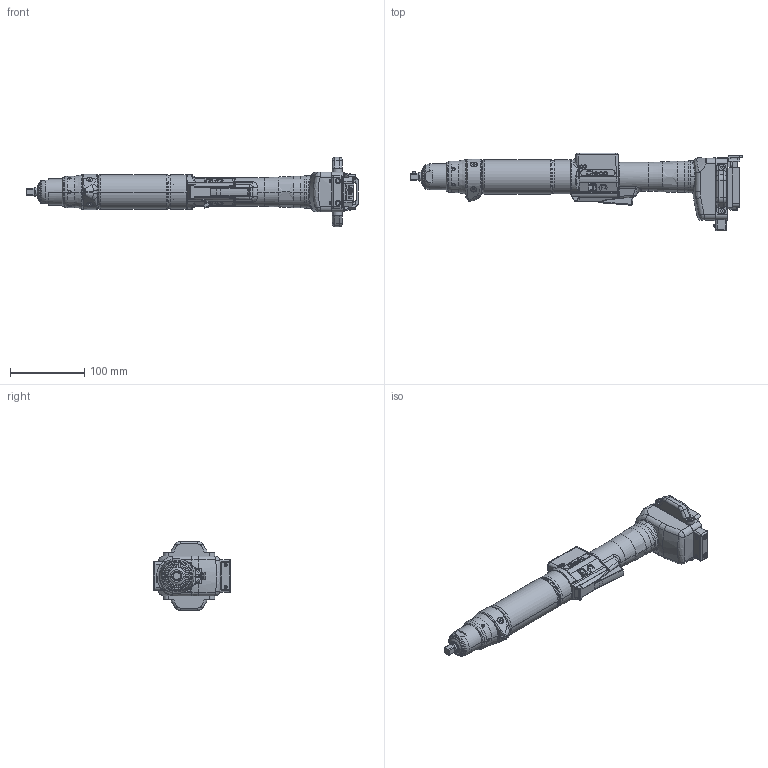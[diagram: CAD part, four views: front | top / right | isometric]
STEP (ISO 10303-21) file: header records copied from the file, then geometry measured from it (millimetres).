
FILE_DESCRIPTION((''),'2;1');
FILE_NAME('47BSYB15D3','2017-01-30T',('k62ak'),(''),'CREO PARAMETRIC BY PTC INC, 2016050','CREO PARAMETRIC BY PTC INC, 2016050','');
FILE_SCHEMA(('CONFIG_CONTROL_DESIGN'));
Products named in the file (1): 47BSYB15D3
Bounding box: 448.33 x 104.95 x 93.5 mm (x, y, z)
Volume: 267096.9 mm3; surface area: 217656.2 mm2
Topology: 11 solids, 11 shells, 7631 faces, 21098 edges, 13735 vertices
Faces by surface type: plane 5771, cylinder 1170, bspline 269, cone 163, torus 161, sphere 91, extrusion 6
Entity records: 272603 total; most frequent: CARTESIAN_POINT 80346, ORIENTED_EDGE 42172, DIRECTION 36559, EDGE_CURVE 21086, VECTOR 16263, LINE 16257, VERTEX_POINT 13735, AXIS2_PLACEMENT_3D 10148
